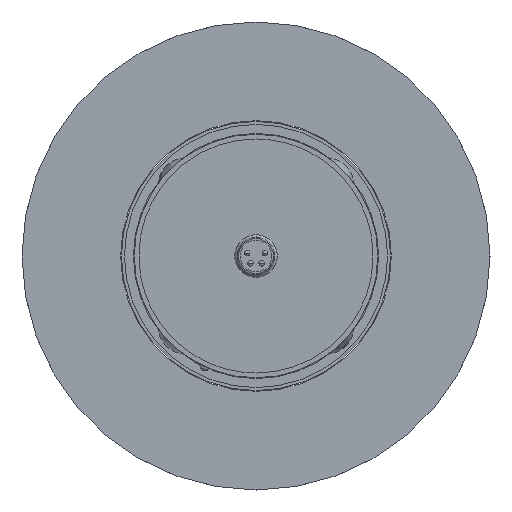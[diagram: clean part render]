
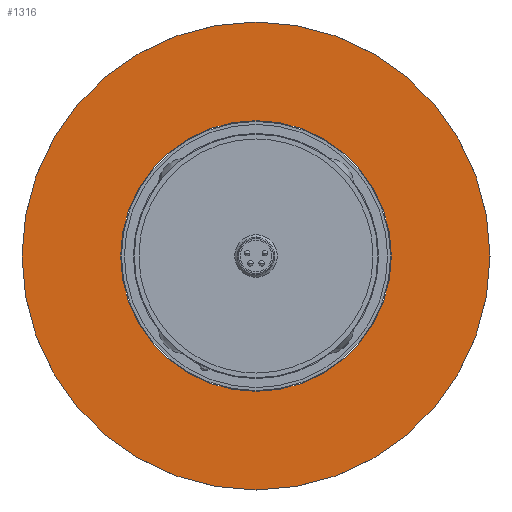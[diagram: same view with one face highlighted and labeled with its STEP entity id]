
A CAD part, front view. The second image highlights one B-rep face of the part: STEP entity #1316.
In plain terms, the highlighted planar face has unit normal (0, -1, 0).
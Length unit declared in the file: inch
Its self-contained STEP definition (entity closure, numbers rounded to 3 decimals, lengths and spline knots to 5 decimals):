
#184 = EDGE_CURVE ( 'NONE', #1129, #1721, #2062, .T. ) ;
#250 = DIRECTION ( 'NONE',  ( 0., 1., 0. ) ) ;
#318 = CIRCLE ( 'NONE', #1195, 1.00197 ) ;
#677 = DIRECTION ( 'NONE',  ( 0., 0., 1. ) ) ;
#689 = DIRECTION ( 'NONE',  ( 0., 1., 0. ) ) ;
#818 = CARTESIAN_POINT ( 'NONE',  ( 0., 0., 1.73215 ) ) ;
#844 = VERTEX_POINT ( 'NONE', #2085 ) ;
#993 = CIRCLE ( 'NONE', #2072, 1.00197 ) ;
#1030 = ORIENTED_EDGE ( 'NONE', *, *, #1567, .T. ) ;
#1127 = AXIS2_PLACEMENT_3D ( 'NONE', #1833, #1399, #3014 ) ;
#1129 = VERTEX_POINT ( 'NONE', #818 ) ;
#1136 = CARTESIAN_POINT ( 'NONE',  ( 0., 0., 0. ) ) ;
#1171 = FACE_OUTER_BOUND ( 'NONE', #2551, .T. ) ;
#1195 = AXIS2_PLACEMENT_3D ( 'NONE', #2358, #250, #677 ) ;
#1281 = EDGE_CURVE ( 'NONE', #2024, #844, #318, .T. ) ;
#1316 = ADVANCED_FACE ( 'NONE', ( #2334, #1171 ), #1375, .F. ) ;
#1375 = PLANE ( 'NONE',  #2036 ) ;
#1399 = DIRECTION ( 'NONE',  ( 0., -1., 0. ) ) ;
#1477 = AXIS2_PLACEMENT_3D ( 'NONE', #1136, #2965, #2517 ) ;
#1567 = EDGE_CURVE ( 'NONE', #844, #2024, #993, .T. ) ;
#1584 = CARTESIAN_POINT ( 'NONE',  ( 0., 0., 0. ) ) ;
#1649 = ORIENTED_EDGE ( 'NONE', *, *, #1959, .T. ) ;
#1667 = CIRCLE ( 'NONE', #1477, 1.73215 ) ;
#1721 = VERTEX_POINT ( 'NONE', #2836 ) ;
#1833 = CARTESIAN_POINT ( 'NONE',  ( 0., 0., 0. ) ) ;
#1959 = EDGE_CURVE ( 'NONE', #1721, #1129, #1667, .T. ) ;
#2024 = VERTEX_POINT ( 'NONE', #2546 ) ;
#2036 = AXIS2_PLACEMENT_3D ( 'NONE', #2813, #689, #3004 ) ;
#2062 = CIRCLE ( 'NONE', #1127, 1.73215 ) ;
#2072 = AXIS2_PLACEMENT_3D ( 'NONE', #1584, #2522, #2284 ) ;
#2085 = CARTESIAN_POINT ( 'NONE',  ( 0., 0., 1.00197 ) ) ;
#2192 = ORIENTED_EDGE ( 'NONE', *, *, #1281, .T. ) ;
#2284 = DIRECTION ( 'NONE',  ( 0., 0., 1. ) ) ;
#2334 = FACE_BOUND ( 'NONE', #2652, .T. ) ;
#2358 = CARTESIAN_POINT ( 'NONE',  ( 0., 0., 0. ) ) ;
#2517 = DIRECTION ( 'NONE',  ( 0., 0., -1. ) ) ;
#2522 = DIRECTION ( 'NONE',  ( 0., 1., 0. ) ) ;
#2546 = CARTESIAN_POINT ( 'NONE',  ( 0., 0., -1.00197 ) ) ;
#2551 = EDGE_LOOP ( 'NONE', ( #2777, #1649 ) ) ;
#2652 = EDGE_LOOP ( 'NONE', ( #1030, #2192 ) ) ;
#2777 = ORIENTED_EDGE ( 'NONE', *, *, #184, .T. ) ;
#2813 = CARTESIAN_POINT ( 'NONE',  ( -1.73215, 0., 0. ) ) ;
#2836 = CARTESIAN_POINT ( 'NONE',  ( 0., 0., -1.73215 ) ) ;
#2965 = DIRECTION ( 'NONE',  ( 0., -1., 0. ) ) ;
#3004 = DIRECTION ( 'NONE',  ( 0., 0., 1. ) ) ;
#3014 = DIRECTION ( 'NONE',  ( 0., 0., -1. ) ) ;
